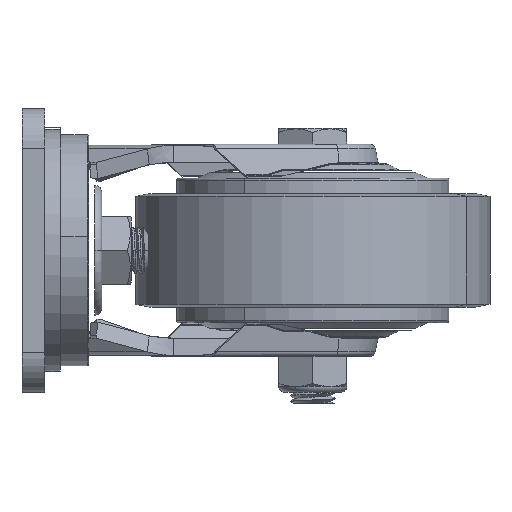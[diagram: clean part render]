
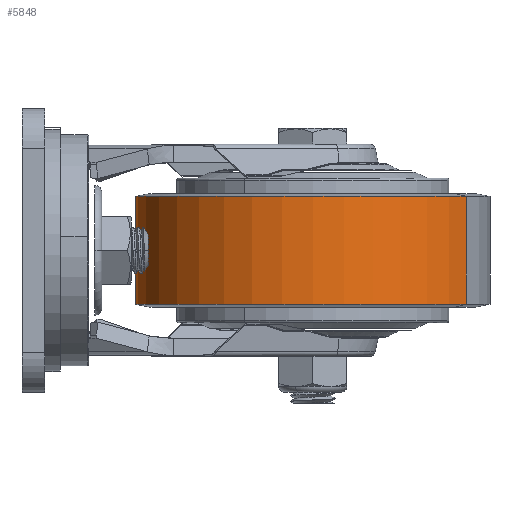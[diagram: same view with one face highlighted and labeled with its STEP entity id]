
A CAD part, left-side view. The second image highlights one B-rep face of the part: STEP entity #5848.
In plain terms, the highlighted cylindrical face has radius 62.5 mm (diameter 125 mm), a partial arc.
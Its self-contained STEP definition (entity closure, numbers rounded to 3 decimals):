
#5619=DIRECTION('',(0.,0.,1.));
#5620=VECTOR('',#5619,38.);
#5621=CARTESIAN_POINT('',(63.25,-48.373,-19.));
#5622=LINE('',#5621,#5620);
#5623=DIRECTION('',(0.,0.,1.));
#5624=VECTOR('',#5623,38.);
#5625=CARTESIAN_POINT('',(0.75,-156.627,-19.));
#5626=LINE('',#5625,#5624);
#5627=CARTESIAN_POINT('',(32.,-102.5,-19.));
#5628=DIRECTION('',(0.,0.,1.));
#5629=DIRECTION('',(0.5,0.866,0.));
#5630=AXIS2_PLACEMENT_3D('',#5627,#5628,#5629);
#5650=CARTESIAN_POINT('',(32.,-102.5,19.));
#5651=DIRECTION('',(0.,0.,1.));
#5652=DIRECTION('',(0.5,0.866,0.));
#5653=AXIS2_PLACEMENT_3D('',#5650,#5651,#5652);
#5698=CARTESIAN_POINT('',(63.25,-48.373,-19.));
#5700=VERTEX_POINT('',#5698);
#5701=CARTESIAN_POINT('',(63.25,-48.373,19.));
#5702=VERTEX_POINT('',#5701);
#5714=CARTESIAN_POINT('',(0.75,-156.627,-19.));
#5716=VERTEX_POINT('',#5714);
#5717=CARTESIAN_POINT('',(0.75,-156.627,19.));
#5718=VERTEX_POINT('',#5717);
#5834=CARTESIAN_POINT('',(32.,-102.5,23.1));
#5835=DIRECTION('',(0.,0.,-1.));
#5836=DIRECTION('',(-0.5,-0.866,0.));
#5837=AXIS2_PLACEMENT_3D('',#5834,#5835,#5836);
#5838=CYLINDRICAL_SURFACE('',#5837,62.5);
#5840=ORIENTED_EDGE('',*,*,#5839,.T.);
#5842=ORIENTED_EDGE('',*,*,#5841,.T.);
#5844=ORIENTED_EDGE('',*,*,#5843,.F.);
#5845=ORIENTED_EDGE('',*,*,#5820,.F.);
#5846=EDGE_LOOP('',(#5840,#5842,#5844,#5845));
#5847=FACE_OUTER_BOUND('',#5846,.F.);
#5848=ADVANCED_FACE('',(#5847),#5838,.T.);
#5631=CIRCLE('',#5630,62.5);
#5654=CIRCLE('',#5653,62.5);
#5820=EDGE_CURVE('',#5700,#5716,#5631,.T.);
#5839=EDGE_CURVE('',#5700,#5702,#5622,.T.);
#5841=EDGE_CURVE('',#5702,#5718,#5654,.T.);
#5843=EDGE_CURVE('',#5716,#5718,#5626,.T.);
